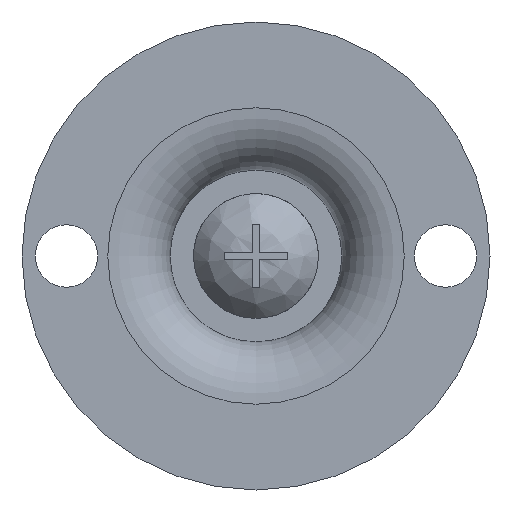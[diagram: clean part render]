
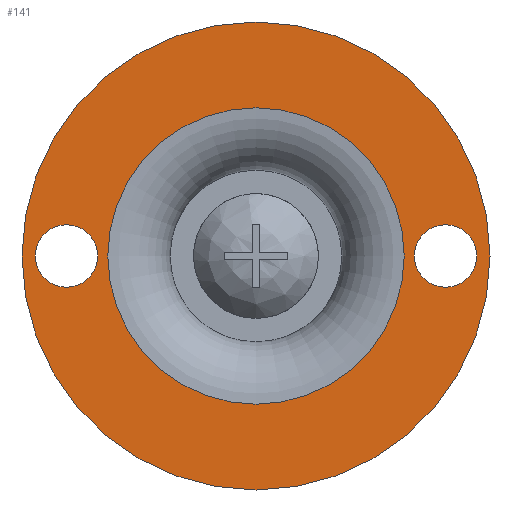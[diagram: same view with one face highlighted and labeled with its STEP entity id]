
A CAD part, front view. The second image highlights one B-rep face of the part: STEP entity #141.
In plain terms, the highlighted planar face has unit normal (0, -1, 0).
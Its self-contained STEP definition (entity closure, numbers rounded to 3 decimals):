
#141 = ADVANCED_FACE( '', ( #299, #300, #301, #302 ), #303, .F. );
#299 = FACE_BOUND( '', #500, .T. );
#300 = FACE_BOUND( '', #501, .T. );
#301 = FACE_OUTER_BOUND( '', #502, .T. );
#302 = FACE_BOUND( '', #503, .T. );
#303 = PLANE( '', #504 );
#500 = EDGE_LOOP( '', ( #825 ) );
#501 = EDGE_LOOP( '', ( #826 ) );
#502 = EDGE_LOOP( '', ( #827 ) );
#503 = EDGE_LOOP( '', ( #828 ) );
#504 = AXIS2_PLACEMENT_3D( '', #829, #830, #831 );
#825 = ORIENTED_EDGE( '', *, *, #935, .F. );
#826 = ORIENTED_EDGE( '', *, *, #1034, .F. );
#827 = ORIENTED_EDGE( '', *, *, #1036, .T. );
#828 = ORIENTED_EDGE( '', *, *, #1040, .T. );
#829 = CARTESIAN_POINT( '', ( 15., 0., 0. ) );
#830 = DIRECTION( '', ( 0., 1., 0. ) );
#831 = DIRECTION( '', ( 0., 0., 1. ) );
#935 = EDGE_CURVE( '', #1091, #1091, #1092, .T. );
#1034 = EDGE_CURVE( '', #1234, #1234, #1235, .F. );
#1036 = EDGE_CURVE( '', #1237, #1237, #1238, .T. );
#1040 = EDGE_CURVE( '', #1242, #1242, #1243, .T. );
#1091 = VERTEX_POINT( '', #1383 );
#1092 = CIRCLE( '', #1384, 9.5 );
#1234 = VERTEX_POINT( '', #1626 );
#1235 = CIRCLE( '', #1627, 2. );
#1237 = VERTEX_POINT( '', #1629 );
#1238 = CIRCLE( '', #1630, 15. );
#1242 = VERTEX_POINT( '', #1635 );
#1243 = CIRCLE( '', #1636, 2. );
#1383 = CARTESIAN_POINT( '', ( 0., 0., -9.5 ) );
#1384 = AXIS2_PLACEMENT_3D( '', #1667, #1668, #1669 );
#1626 = CARTESIAN_POINT( '', ( 12.15, 0., 2. ) );
#1627 = AXIS2_PLACEMENT_3D( '', #1756, #1757, #1758 );
#1629 = CARTESIAN_POINT( '', ( 0., 0., -15. ) );
#1630 = AXIS2_PLACEMENT_3D( '', #1759, #1760, #1761 );
#1635 = CARTESIAN_POINT( '', ( -10.15, 0., 0. ) );
#1636 = AXIS2_PLACEMENT_3D( '', #1763, #1764, #1765 );
#1667 = CARTESIAN_POINT( '', ( 0., 0., 0. ) );
#1668 = DIRECTION( '', ( 0., -1., 0. ) );
#1669 = DIRECTION( '', ( 0., 0., -1. ) );
#1756 = CARTESIAN_POINT( '', ( 12.15, 0., 0. ) );
#1757 = DIRECTION( '', ( 0., 1., 0. ) );
#1758 = DIRECTION( '', ( 0., 0., 1. ) );
#1759 = CARTESIAN_POINT( '', ( 0., 0., 0. ) );
#1760 = DIRECTION( '', ( 0., -1., 0. ) );
#1761 = DIRECTION( '', ( 0., 0., -1. ) );
#1763 = CARTESIAN_POINT( '', ( -12.15, 0., 0. ) );
#1764 = DIRECTION( '', ( 0., 1., 0. ) );
#1765 = DIRECTION( '', ( 1., 0., 0. ) );
